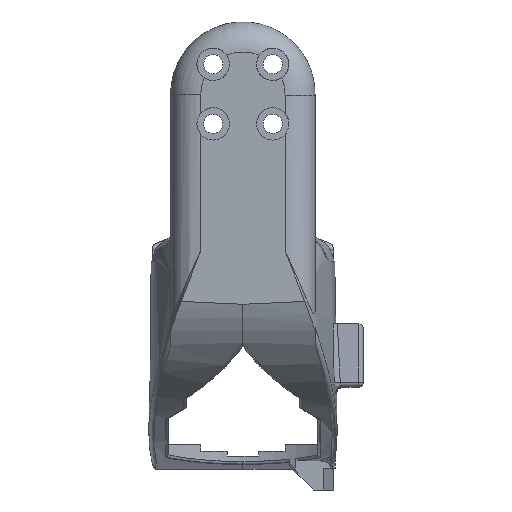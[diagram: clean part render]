
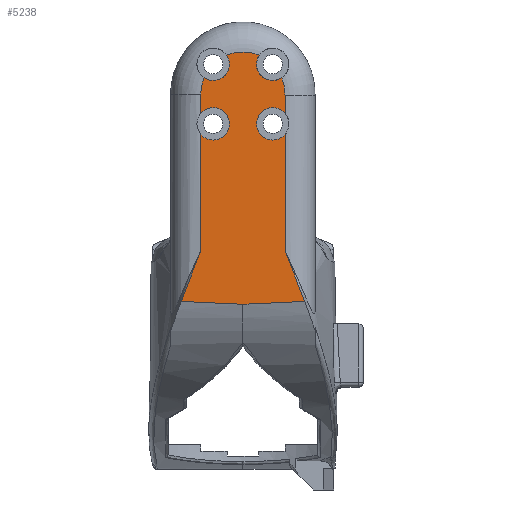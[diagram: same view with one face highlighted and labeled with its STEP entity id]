
A CAD part, left-side view. The second image highlights one B-rep face of the part: STEP entity #5238.
In plain terms, the highlighted planar face has unit normal (-1, 0, 0).
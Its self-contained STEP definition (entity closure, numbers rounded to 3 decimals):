
#136=PLANE('',#5616);
#310=CIRCLE('',#5603,7.);
#312=CIRCLE('',#5605,7.);
#313=CIRCLE('',#5606,7.);
#316=CIRCLE('',#5617,2.7);
#317=CIRCLE('',#5618,2.7);
#318=CIRCLE('',#5619,2.7);
#319=CIRCLE('',#5620,2.7);
#320=CIRCLE('',#5621,2.7);
#321=CIRCLE('',#5622,2.7);
#322=CIRCLE('',#5623,2.7);
#323=CIRCLE('',#5624,2.7);
#556=LINE('',#10749,#932);
#558=LINE('',#10776,#934);
#559=LINE('',#10862,#935);
#561=LINE('',#10864,#937);
#932=VECTOR('',#6344,10.);
#934=VECTOR('',#6348,10.);
#935=VECTOR('',#6361,10.);
#937=VECTOR('',#6363,10.);
#1330=FACE_OUTER_BOUND('',#1631,.T.);
#1631=EDGE_LOOP('',(#4054,#4055,#4056,#4057,#4058,#4059,#4060,#4061,#4062,
#4063,#4064,#4065,#4066,#4067,#4068,#4069,#4070,#4071,#4072));
#1914=B_SPLINE_CURVE_WITH_KNOTS('',3,(#8100,#8101,#8102,#8103),
 .UNSPECIFIED.,.F.,.F.,(4,4),(-5.21,-4.207),
 .UNSPECIFIED.);
#1929=B_SPLINE_CURVE_WITH_KNOTS('',3,(#8566,#8567,#8568,#8569,#8570,#8571),
 .UNSPECIFIED.,.F.,.F.,(4,2,4),(2.513,3.364,3.887),
 .UNSPECIFIED.);
#2020=B_SPLINE_CURVE_WITH_KNOTS('',3,(#11268,#11269,#11270,#11271),
 .UNSPECIFIED.,.F.,.F.,(4,4),(0.025,1.039),
 .UNSPECIFIED.);
#2024=B_SPLINE_CURVE_WITH_KNOTS('',3,(#11321,#11322,#11323,#11324,#11325,
#11326,#11327,#11328),.UNSPECIFIED.,.F.,.F.,(4,2,2,4),(4.218,
4.702,5.976,6.021),.UNSPECIFIED.);
#2157=VERTEX_POINT('',#8094);
#2158=VERTEX_POINT('',#8099);
#2186=VERTEX_POINT('',#8547);
#2380=VERTEX_POINT('',#10736);
#2381=VERTEX_POINT('',#10737);
#2382=VERTEX_POINT('',#10748);
#2385=VERTEX_POINT('',#10754);
#2386=VERTEX_POINT('',#10778);
#2387=VERTEX_POINT('',#10779);
#2388=VERTEX_POINT('',#10802);
#2390=VERTEX_POINT('',#10822);
#2391=VERTEX_POINT('',#10824);
#2392=VERTEX_POINT('',#10849);
#2393=VERTEX_POINT('',#10850);
#2395=VERTEX_POINT('',#10996);
#2414=VERTEX_POINT('',#11329);
#2415=VERTEX_POINT('',#11332);
#2416=VERTEX_POINT('',#11335);
#2417=VERTEX_POINT('',#11338);
#2695=EDGE_CURVE('',#2157,#2158,#1914,.F.);
#2727=EDGE_CURVE('',#2186,#2157,#1929,.T.);
#2992=EDGE_CURVE('',#2381,#2382,#556,.T.);
#2996=EDGE_CURVE('',#2385,#2380,#558,.T.);
#2998=EDGE_CURVE('',#2387,#2388,#310,.T.);
#3001=EDGE_CURVE('',#2382,#2390,#312,.T.);
#3003=EDGE_CURVE('',#2391,#2386,#313,.T.);
#3005=EDGE_CURVE('',#2393,#2186,#559,.T.);
#3007=EDGE_CURVE('',#2388,#2392,#561,.T.);
#3017=EDGE_CURVE('',#2395,#2158,#2020,.F.);
#3034=EDGE_CURVE('',#2395,#2385,#2024,.T.);
#3035=EDGE_CURVE('',#2414,#2393,#316,.T.);
#3036=EDGE_CURVE('',#2392,#2414,#317,.T.);
#3037=EDGE_CURVE('',#2415,#2387,#318,.T.);
#3038=EDGE_CURVE('',#2386,#2415,#319,.T.);
#3039=EDGE_CURVE('',#2391,#2416,#320,.T.);
#3040=EDGE_CURVE('',#2416,#2390,#321,.T.);
#3041=EDGE_CURVE('',#2381,#2417,#322,.T.);
#3042=EDGE_CURVE('',#2417,#2380,#323,.T.);
#4054=ORIENTED_EDGE('',*,*,#2996,.F.);
#4055=ORIENTED_EDGE('',*,*,#3034,.F.);
#4056=ORIENTED_EDGE('',*,*,#3017,.T.);
#4057=ORIENTED_EDGE('',*,*,#2695,.F.);
#4058=ORIENTED_EDGE('',*,*,#2727,.F.);
#4059=ORIENTED_EDGE('',*,*,#3005,.F.);
#4060=ORIENTED_EDGE('',*,*,#3035,.F.);
#4061=ORIENTED_EDGE('',*,*,#3036,.F.);
#4062=ORIENTED_EDGE('',*,*,#3007,.F.);
#4063=ORIENTED_EDGE('',*,*,#2998,.F.);
#4064=ORIENTED_EDGE('',*,*,#3037,.F.);
#4065=ORIENTED_EDGE('',*,*,#3038,.F.);
#4066=ORIENTED_EDGE('',*,*,#3003,.F.);
#4067=ORIENTED_EDGE('',*,*,#3039,.T.);
#4068=ORIENTED_EDGE('',*,*,#3040,.T.);
#4069=ORIENTED_EDGE('',*,*,#3001,.F.);
#4070=ORIENTED_EDGE('',*,*,#2992,.F.);
#4071=ORIENTED_EDGE('',*,*,#3041,.T.);
#4072=ORIENTED_EDGE('',*,*,#3042,.T.);
#5238=ADVANCED_FACE('',(#1330),#136,.T.);
#5603=AXIS2_PLACEMENT_3D('',#10803,#6351,#6352);
#5605=AXIS2_PLACEMENT_3D('',#10823,#6355,#6356);
#5606=AXIS2_PLACEMENT_3D('',#10847,#6357,#6358);
#5616=AXIS2_PLACEMENT_3D('',#11320,#6391,#6392);
#5617=AXIS2_PLACEMENT_3D('',#11330,#6393,#6394);
#5618=AXIS2_PLACEMENT_3D('',#11331,#6395,#6396);
#5619=AXIS2_PLACEMENT_3D('',#11333,#6397,#6398);
#5620=AXIS2_PLACEMENT_3D('',#11334,#6399,#6400);
#5621=AXIS2_PLACEMENT_3D('',#11336,#6401,#6402);
#5622=AXIS2_PLACEMENT_3D('',#11337,#6403,#6404);
#5623=AXIS2_PLACEMENT_3D('',#11339,#6405,#6406);
#5624=AXIS2_PLACEMENT_3D('',#11340,#6407,#6408);
#6344=DIRECTION('',(0.,0.,1.));
#6348=DIRECTION('',(0.,0.,1.));
#6351=DIRECTION('center_axis',(1.,0.,0.));
#6352=DIRECTION('ref_axis',(0.,-0.011,1.));
#6355=DIRECTION('center_axis',(1.,0.,0.));
#6356=DIRECTION('ref_axis',(0.,-0.011,1.));
#6357=DIRECTION('center_axis',(1.,0.,0.));
#6358=DIRECTION('ref_axis',(0.,-0.011,1.));
#6361=DIRECTION('',(0.,0.,-1.));
#6363=DIRECTION('',(0.,0.,-1.));
#6391=DIRECTION('center_axis',(-1.,0.,0.));
#6392=DIRECTION('ref_axis',(0.,0.,1.));
#6393=DIRECTION('center_axis',(-1.,0.,0.));
#6394=DIRECTION('ref_axis',(0.,0.,1.));
#6395=DIRECTION('center_axis',(-1.,0.,0.));
#6396=DIRECTION('ref_axis',(0.,0.,1.));
#6397=DIRECTION('center_axis',(-1.,0.,0.));
#6398=DIRECTION('ref_axis',(0.,0.,1.));
#6399=DIRECTION('center_axis',(-1.,0.,0.));
#6400=DIRECTION('ref_axis',(0.,0.,1.));
#6401=DIRECTION('center_axis',(1.,0.,0.));
#6402=DIRECTION('ref_axis',(0.,0.,1.));
#6403=DIRECTION('center_axis',(1.,0.,0.));
#6404=DIRECTION('ref_axis',(0.,0.,1.));
#6405=DIRECTION('center_axis',(1.,0.,0.));
#6406=DIRECTION('ref_axis',(0.,0.,1.));
#6407=DIRECTION('center_axis',(1.,0.,0.));
#6408=DIRECTION('ref_axis',(0.,0.,1.));
#8094=CARTESIAN_POINT('',(-27.1,-10.263,-6.478));
#8099=CARTESIAN_POINT('',(-27.1,0.,-6.945));
#8100=CARTESIAN_POINT('Ctrl Pts',(-27.1,0.,-6.945));
#8101=CARTESIAN_POINT('Ctrl Pts',(-27.1,-3.311,-6.801));
#8102=CARTESIAN_POINT('Ctrl Pts',(-27.1,-6.749,-6.645));
#8103=CARTESIAN_POINT('Ctrl Pts',(-27.1,-10.263,-6.478));
#8547=CARTESIAN_POINT('',(-27.1,-6.997,1.978));
#8566=CARTESIAN_POINT('Ctrl Pts',(-27.1,-6.997,1.978));
#8567=CARTESIAN_POINT('Ctrl Pts',(-27.1,-7.808,0.239));
#8568=CARTESIAN_POINT('Ctrl Pts',(-27.1,-8.491,-1.35));
#8569=CARTESIAN_POINT('Ctrl Pts',(-27.1,-9.543,-4.202));
#8570=CARTESIAN_POINT('Ctrl Pts',(-27.1,-9.915,-5.313));
#8571=CARTESIAN_POINT('Ctrl Pts',(-27.1,-10.263,-6.478));
#10736=CARTESIAN_POINT('',(-27.1,7.,21.293));
#10737=CARTESIAN_POINT('',(-27.1,7.,24.807));
#10748=CARTESIAN_POINT('',(-27.1,7.,28.));
#10749=CARTESIAN_POINT('',(-27.1,7.,14.));
#10754=CARTESIAN_POINT('',(-27.1,7.,1.972));
#10776=CARTESIAN_POINT('',(-27.1,7.,14.));
#10778=CARTESIAN_POINT('',(-27.1,-2.708,34.455));
#10779=CARTESIAN_POINT('',(-27.1,-6.455,30.708));
#10802=CARTESIAN_POINT('',(-27.1,-6.997,27.805));
#10803=CARTESIAN_POINT('Origin',(-27.1,0.,28.));
#10822=CARTESIAN_POINT('',(-27.1,6.455,30.708));
#10823=CARTESIAN_POINT('Origin',(-27.1,0.,28.));
#10824=CARTESIAN_POINT('',(-27.1,2.708,34.455));
#10847=CARTESIAN_POINT('Origin',(-27.1,0.,28.));
#10849=CARTESIAN_POINT('',(-27.1,-6.997,24.81));
#10850=CARTESIAN_POINT('',(-27.1,-6.997,21.29));
#10862=CARTESIAN_POINT('',(-27.1,-6.997,1.));
#10864=CARTESIAN_POINT('',(-27.1,-6.997,1.));
#10996=CARTESIAN_POINT('',(-27.1,10.263,-6.478));
#11268=CARTESIAN_POINT('Ctrl Pts',(-27.1,0.,-6.945));
#11269=CARTESIAN_POINT('Ctrl Pts',(-27.1,3.379,-6.798));
#11270=CARTESIAN_POINT('Ctrl Pts',(-27.1,6.811,-6.642));
#11271=CARTESIAN_POINT('Ctrl Pts',(-27.1,10.263,-6.478));
#11320=CARTESIAN_POINT('Origin',(-27.1,0.,0.));
#11321=CARTESIAN_POINT('Ctrl Pts',(-27.1,10.263,-6.478));
#11322=CARTESIAN_POINT('Ctrl Pts',(-27.1,10.021,-5.67));
#11323=CARTESIAN_POINT('Ctrl Pts',(-27.1,9.767,-4.883));
#11324=CARTESIAN_POINT('Ctrl Pts',(-27.1,8.792,-2.075));
#11325=CARTESIAN_POINT('Ctrl Pts',(-27.1,8.03,-0.25));
#11326=CARTESIAN_POINT('Ctrl Pts',(-27.1,7.065,1.832));
#11327=CARTESIAN_POINT('Ctrl Pts',(-27.1,7.033,1.902));
#11328=CARTESIAN_POINT('Ctrl Pts',(-27.1,7.,1.972));
#11329=CARTESIAN_POINT('',(-27.1,-4.95,20.35));
#11330=CARTESIAN_POINT('Origin',(-27.1,-4.95,23.05));
#11331=CARTESIAN_POINT('Origin',(-27.1,-4.95,23.05));
#11332=CARTESIAN_POINT('',(-27.1,-4.95,30.25));
#11333=CARTESIAN_POINT('Origin',(-27.1,-4.95,32.95));
#11334=CARTESIAN_POINT('Origin',(-27.1,-4.95,32.95));
#11335=CARTESIAN_POINT('',(-27.1,4.95,30.25));
#11336=CARTESIAN_POINT('Origin',(-27.1,4.95,32.95));
#11337=CARTESIAN_POINT('Origin',(-27.1,4.95,32.95));
#11338=CARTESIAN_POINT('',(-27.1,4.95,20.35));
#11339=CARTESIAN_POINT('Origin',(-27.1,4.95,23.05));
#11340=CARTESIAN_POINT('Origin',(-27.1,4.95,23.05));
